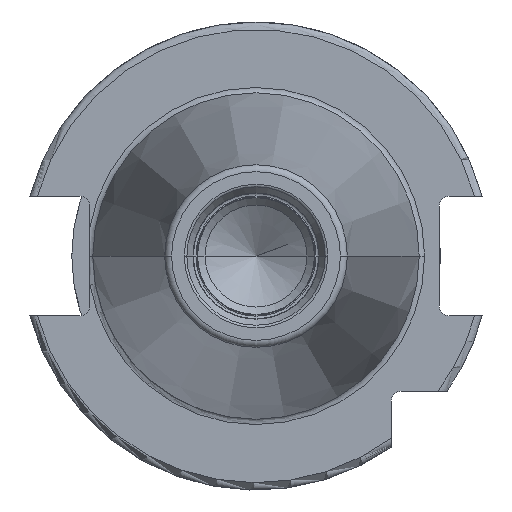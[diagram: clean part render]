
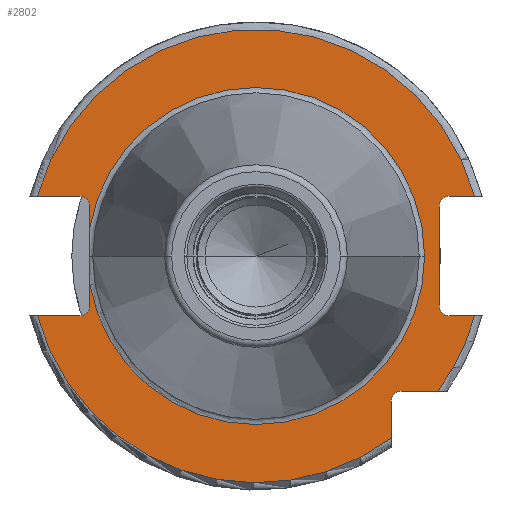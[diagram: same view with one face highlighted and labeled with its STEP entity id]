
A CAD part, left-side view. The second image highlights one B-rep face of the part: STEP entity #2802.
In plain terms, the highlighted planar face has unit normal (-1, 0, 0).
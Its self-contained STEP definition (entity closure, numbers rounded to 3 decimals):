
#105=CARTESIAN_POINT('',(3.2,22.55,-3.842));
#117=CARTESIAN_POINT('',(3.2,0.,0.));
#118=DIRECTION('',(-1.,0.,0.));
#119=DIRECTION('',(0.,0.986,-0.168));
#120=AXIS2_PLACEMENT_3D('',#117,#118,#119);
#147=CARTESIAN_POINT('',(3.2,23.9,-6.75));
#148=DIRECTION('',(1.,0.,0.));
#149=DIRECTION('',(0.,-1.,0.));
#150=AXIS2_PLACEMENT_3D('',#147,#148,#149);
#224=CARTESIAN_POINT('',(3.2,-26.2,6.75));
#225=DIRECTION('',(1.,0.,0.));
#226=DIRECTION('',(0.,1.,0.));
#227=AXIS2_PLACEMENT_3D('',#224,#225,#226);
#634=CARTESIAN_POINT('',(3.2,-26.2,-6.75));
#635=DIRECTION('',(1.,0.,0.));
#636=DIRECTION('',(0.,0.,-1.));
#637=AXIS2_PLACEMENT_3D('',#634,#635,#636);
#701=DIRECTION('',(0.,0.,-1.));
#702=VECTOR('',#701,2.908);
#703=CARTESIAN_POINT('',(3.2,22.55,6.75));
#704=LINE('',#703,#702);
#705=DIRECTION('',(0.,-1.,0.));
#706=VECTOR('',#705,5.777);
#707=CARTESIAN_POINT('',(3.2,29.677,8.1));
#708=LINE('',#707,#706);
#709=CARTESIAN_POINT('',(3.2,0.,0.));
#710=DIRECTION('',(1.,0.,0.));
#711=DIRECTION('',(0.,0.965,0.263));
#712=AXIS2_PLACEMENT_3D('',#709,#710,#711);
#714=DIRECTION('',(0.,1.,0.));
#715=VECTOR('',#714,3.477);
#716=CARTESIAN_POINT('',(3.2,-29.677,8.1));
#717=LINE('',#716,#715);
#718=DIRECTION('',(0.,0.,1.));
#719=VECTOR('',#718,13.5);
#720=CARTESIAN_POINT('',(3.2,-24.85,-6.75));
#721=LINE('',#720,#719);
#722=DIRECTION('',(0.,1.,0.));
#723=VECTOR('',#722,3.477);
#724=CARTESIAN_POINT('',(3.2,-29.677,-8.1));
#725=LINE('',#724,#723);
#726=CARTESIAN_POINT('',(3.2,0.,0.));
#727=DIRECTION('',(-1.,0.,0.));
#728=DIRECTION('',(0.,-0.803,-0.597));
#729=AXIS2_PLACEMENT_3D('',#726,#727,#728);
#731=DIRECTION('',(0.,-1.,0.));
#732=VECTOR('',#731,4.99);
#733=CARTESIAN_POINT('',(3.2,-19.7,-18.35));
#734=LINE('',#733,#732);
#735=DIRECTION('',(0.,0.,1.));
#736=VECTOR('',#735,4.99);
#737=CARTESIAN_POINT('',(3.2,-18.35,-24.69));
#738=LINE('',#737,#736);
#739=CARTESIAN_POINT('',(3.2,0.,0.));
#740=DIRECTION('',(-1.,0.,0.));
#741=DIRECTION('',(0.,0.965,-0.263));
#742=AXIS2_PLACEMENT_3D('',#739,#740,#741);
#744=DIRECTION('',(0.,-1.,0.));
#745=VECTOR('',#744,5.777);
#746=CARTESIAN_POINT('',(3.2,29.677,-8.1));
#747=LINE('',#746,#745);
#748=DIRECTION('',(0.,0.,-1.));
#749=VECTOR('',#748,2.908);
#750=CARTESIAN_POINT('',(3.2,22.55,-3.842));
#751=LINE('',#750,#749);
#757=CARTESIAN_POINT('',(3.2,23.9,6.75));
#758=DIRECTION('',(1.,0.,0.));
#759=DIRECTION('',(0.,0.,1.));
#760=AXIS2_PLACEMENT_3D('',#757,#758,#759);
#771=CARTESIAN_POINT('',(3.2,29.677,8.1));
#778=CARTESIAN_POINT('',(3.2,-29.677,8.1));
#1198=CARTESIAN_POINT('',(3.2,29.677,-8.1));
#1234=CARTESIAN_POINT('',(3.2,-29.677,-8.1));
#1261=CARTESIAN_POINT('',(3.2,-19.7,-19.7));
#1262=DIRECTION('',(1.,0.,0.));
#1263=DIRECTION('',(0.,1.,0.));
#1264=AXIS2_PLACEMENT_3D('',#1261,#1262,#1263);
#1332=CARTESIAN_POINT('',(3.2,22.55,3.842));
#1343=CARTESIAN_POINT('',(3.2,0.,0.));
#1344=DIRECTION('',(1.,0.,0.));
#1345=DIRECTION('',(0.,0.986,0.168));
#1346=AXIS2_PLACEMENT_3D('',#1343,#1344,#1345);
#1566=CARTESIAN_POINT('',(3.2,-22.875,0.));
#1568=VERTEX_POINT('',#1566);
#1708=VERTEX_POINT('',#1332);
#1710=VERTEX_POINT('',#105);
#1713=VERTEX_POINT('',#771);
#1714=VERTEX_POINT('',#778);
#1717=VERTEX_POINT('',#1198);
#1718=VERTEX_POINT('',#1234);
#1733=CARTESIAN_POINT('',(3.2,-18.35,-24.69));
#1734=VERTEX_POINT('',#1733);
#1736=CARTESIAN_POINT('',(3.2,-24.85,-6.75));
#1738=VERTEX_POINT('',#1736);
#1740=CARTESIAN_POINT('',(3.2,-26.2,-8.1));
#1742=VERTEX_POINT('',#1740);
#1744=CARTESIAN_POINT('',(3.2,-26.2,8.1));
#1746=VERTEX_POINT('',#1744);
#1748=CARTESIAN_POINT('',(3.2,-24.85,6.75));
#1750=VERTEX_POINT('',#1748);
#1757=CARTESIAN_POINT('',(3.2,23.9,8.1));
#1758=VERTEX_POINT('',#1757);
#1759=CARTESIAN_POINT('',(3.2,22.55,6.75));
#1760=VERTEX_POINT('',#1759);
#1761=CARTESIAN_POINT('',(3.2,22.55,-6.75));
#1762=VERTEX_POINT('',#1761);
#1763=CARTESIAN_POINT('',(3.2,23.9,-8.1));
#1764=VERTEX_POINT('',#1763);
#1765=CARTESIAN_POINT('',(3.2,-19.7,-18.35));
#1766=CARTESIAN_POINT('',(3.2,-24.69,-18.35));
#1767=VERTEX_POINT('',#1765);
#1768=VERTEX_POINT('',#1766);
#1769=CARTESIAN_POINT('',(3.2,-18.35,-19.7));
#1770=VERTEX_POINT('',#1769);
#2768=CARTESIAN_POINT('',(3.2,0.,0.));
#2769=DIRECTION('',(1.,0.,0.));
#2770=DIRECTION('',(0.,-1.,0.));
#2771=AXIS2_PLACEMENT_3D('',#2768,#2769,#2770);
#2772=PLANE('',#2771);
#2773=ORIENTED_EDGE('',*,*,#2036,.F.);
#2775=ORIENTED_EDGE('',*,*,#2774,.F.);
#2776=ORIENTED_EDGE('',*,*,#2142,.F.);
#2778=ORIENTED_EDGE('',*,*,#2777,.T.);
#2779=ORIENTED_EDGE('',*,*,#2170,.T.);
#2780=ORIENTED_EDGE('',*,*,#2206,.F.);
#2781=ORIENTED_EDGE('',*,*,#2229,.F.);
#2782=ORIENTED_EDGE('',*,*,#2667,.F.);
#2783=ORIENTED_EDGE('',*,*,#2701,.F.);
#2785=ORIENTED_EDGE('',*,*,#2784,.F.);
#2787=ORIENTED_EDGE('',*,*,#2786,.F.);
#2789=ORIENTED_EDGE('',*,*,#2788,.F.);
#2791=ORIENTED_EDGE('',*,*,#2790,.F.);
#2793=ORIENTED_EDGE('',*,*,#2792,.F.);
#2794=ORIENTED_EDGE('',*,*,#2742,.T.);
#2795=ORIENTED_EDGE('',*,*,#2054,.F.);
#2796=ORIENTED_EDGE('',*,*,#2041,.F.);
#2797=ORIENTED_EDGE('',*,*,#2008,.T.);
#2799=ORIENTED_EDGE('',*,*,#2798,.F.);
#2800=EDGE_LOOP('',(#2773,#2775,#2776,#2778,#2779,#2780,#2781,#2782,#2783,#2785,
#2787,#2789,#2791,#2793,#2794,#2795,#2796,#2797,#2799));
#2801=FACE_OUTER_BOUND('',#2800,.F.);
#2802=ADVANCED_FACE('',(#2801),#2772,.F.);
#121=CIRCLE('',#120,22.875);
#151=CIRCLE('',#150,1.35);
#228=CIRCLE('',#227,1.35);
#638=CIRCLE('',#637,1.35);
#713=CIRCLE('',#712,30.763);
#730=CIRCLE('',#729,30.763);
#743=CIRCLE('',#742,30.763);
#761=CIRCLE('',#760,1.35);
#1265=CIRCLE('',#1264,1.35);
#1347=CIRCLE('',#1346,22.875);
#2008=EDGE_CURVE('',#1710,#1568,#121,.T.);
#2036=EDGE_CURVE('',#1760,#1708,#704,.T.);
#2041=EDGE_CURVE('',#1710,#1762,#751,.T.);
#2054=EDGE_CURVE('',#1762,#1764,#151,.T.);
#2142=EDGE_CURVE('',#1713,#1758,#708,.T.);
#2170=EDGE_CURVE('',#1714,#1746,#717,.T.);
#2206=EDGE_CURVE('',#1750,#1746,#228,.T.);
#2229=EDGE_CURVE('',#1738,#1750,#721,.T.);
#2667=EDGE_CURVE('',#1742,#1738,#638,.T.);
#2701=EDGE_CURVE('',#1718,#1742,#725,.T.);
#2742=EDGE_CURVE('',#1717,#1764,#747,.T.);
#2774=EDGE_CURVE('',#1758,#1760,#761,.T.);
#2777=EDGE_CURVE('',#1713,#1714,#713,.T.);
#2784=EDGE_CURVE('',#1768,#1718,#730,.T.);
#2786=EDGE_CURVE('',#1767,#1768,#734,.T.);
#2788=EDGE_CURVE('',#1770,#1767,#1265,.T.);
#2790=EDGE_CURVE('',#1734,#1770,#738,.T.);
#2792=EDGE_CURVE('',#1717,#1734,#743,.T.);
#2798=EDGE_CURVE('',#1708,#1568,#1347,.T.);
